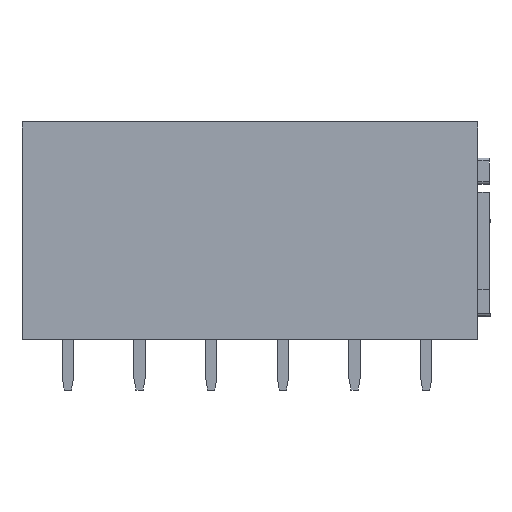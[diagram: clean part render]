
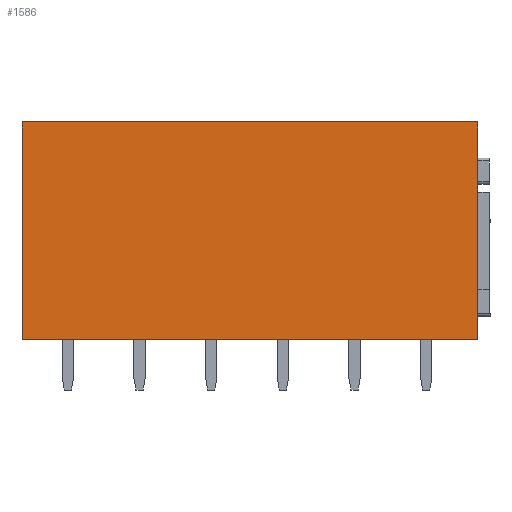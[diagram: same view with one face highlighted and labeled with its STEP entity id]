
A CAD part, front view. The second image highlights one B-rep face of the part: STEP entity #1586.
In plain terms, the highlighted planar face has unit normal (0, -1, 0).
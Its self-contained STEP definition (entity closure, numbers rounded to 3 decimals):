
#1566=AXIS2_PLACEMENT_3D('Plane Axis2P3D',#1563,#1564,#1565) ;
#199=CARTESIAN_POINT('Vertex',(31.8,0.,18.7)) ;
#202=CARTESIAN_POINT('Line Origine',(31.8,0.,11.1)) ;
#206=CARTESIAN_POINT('Vertex',(31.8,0.,3.5)) ;
#887=CARTESIAN_POINT('Vertex',(0.,0.,18.7)) ;
#890=CARTESIAN_POINT('Line Origine',(15.9,0.,18.7)) ;
#1563=CARTESIAN_POINT('Axis2P3D Location',(0.,0.,18.7)) ;
#1568=CARTESIAN_POINT('Line Origine',(0.,0.,11.1)) ;
#1572=CARTESIAN_POINT('Vertex',(0.,0.,3.5)) ;
#1575=CARTESIAN_POINT('Line Origine',(15.9,0.,3.5)) ;
#203=DIRECTION('Vector Direction',(0.,0.,-1.)) ;
#891=DIRECTION('Vector Direction',(1.,0.,0.)) ;
#1564=DIRECTION('Axis2P3D Direction',(0.,-1.,0.)) ;
#1565=DIRECTION('Axis2P3D XDirection',(0.,0.,-1.)) ;
#1569=DIRECTION('Vector Direction',(0.,0.,-1.)) ;
#1576=DIRECTION('Vector Direction',(1.,0.,0.)) ;
#204=VECTOR('Line Direction',#203,1.) ;
#892=VECTOR('Line Direction',#891,1.) ;
#1570=VECTOR('Line Direction',#1569,1.) ;
#1577=VECTOR('Line Direction',#1576,1.) ;
#1581=ORIENTED_EDGE('',*,*,#208,.T.) ;
#1582=ORIENTED_EDGE('',*,*,#894,.F.) ;
#1583=ORIENTED_EDGE('',*,*,#1574,.F.) ;
#1584=ORIENTED_EDGE('',*,*,#1579,.T.) ;
#1586=ADVANCED_FACE('Housing',(#1585),#1567,.T.) ;
#208=EDGE_CURVE('',#207,#200,#205,.F.) ;
#894=EDGE_CURVE('',#888,#200,#893,.T.) ;
#1574=EDGE_CURVE('',#1573,#888,#1571,.F.) ;
#1579=EDGE_CURVE('',#1573,#207,#1578,.T.) ;
#1580=EDGE_LOOP('',(#1581,#1582,#1583,#1584)) ;
#1585=FACE_OUTER_BOUND('',#1580,.T.) ;
#205=LINE('Line',#202,#204) ;
#893=LINE('Line',#890,#892) ;
#1571=LINE('Line',#1568,#1570) ;
#1578=LINE('Line',#1575,#1577) ;
#1567=PLANE('',#1566) ;
#200=VERTEX_POINT('',#199) ;
#207=VERTEX_POINT('',#206) ;
#888=VERTEX_POINT('',#887) ;
#1573=VERTEX_POINT('',#1572) ;
